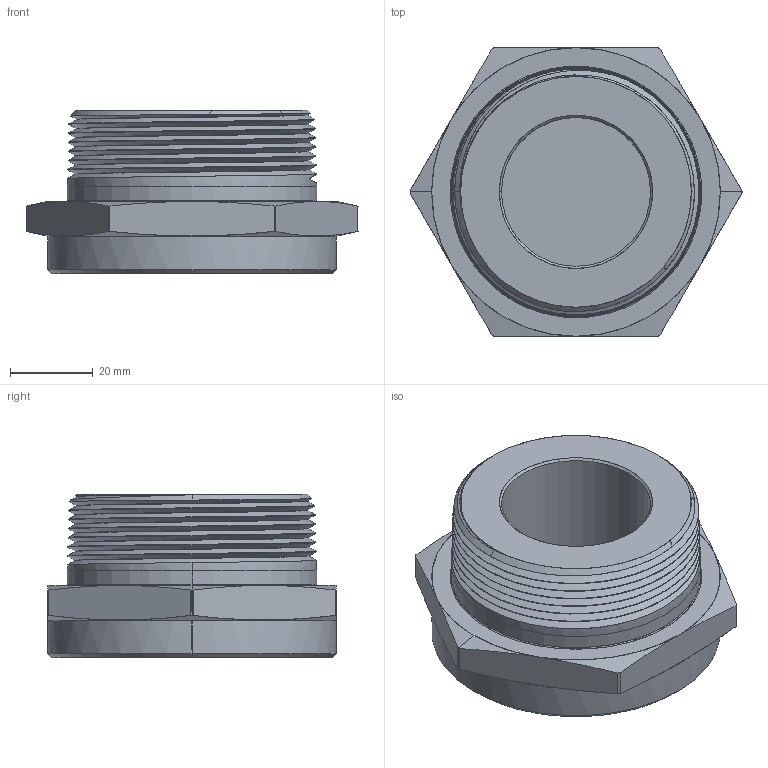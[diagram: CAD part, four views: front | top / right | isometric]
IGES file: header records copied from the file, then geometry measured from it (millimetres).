
Start section: SolidWorks IGES file using analytic representation for surfaces
Global section: file name: 101052.igs; native system: SolidWorks 2012; preprocessor: SolidWorks 2012; author: ernesto; date: 130826.111154; units: inch
Bounding box: 80.35 x 69.85 x 39.62 mm (x, y, z)
Surface area: 24363.7 mm2 (no closed solid volume)
Topology: 0 solids, 0 shells, 89 faces, 1307 edges, 1307 vertices
Faces by surface type: revolution 52, bspline 37
